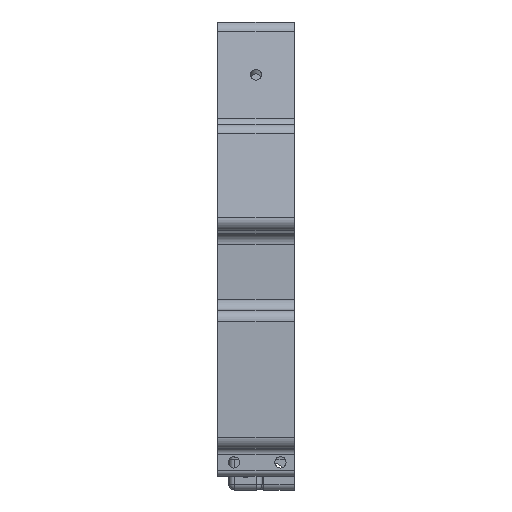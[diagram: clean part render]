
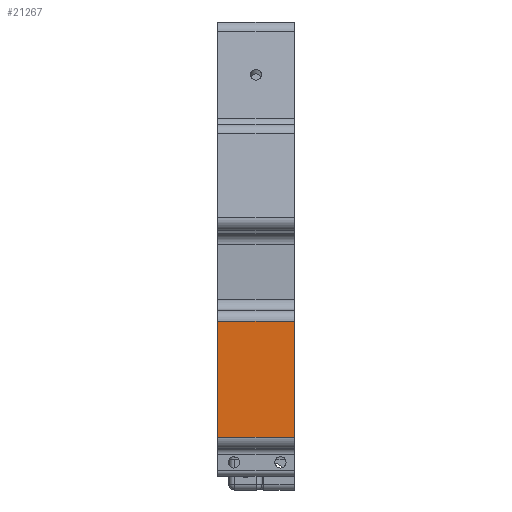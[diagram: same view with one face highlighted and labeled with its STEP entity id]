
A CAD part, front view. The second image highlights one B-rep face of the part: STEP entity #21267.
In plain terms, the highlighted planar face has unit normal (0, -1, 0).
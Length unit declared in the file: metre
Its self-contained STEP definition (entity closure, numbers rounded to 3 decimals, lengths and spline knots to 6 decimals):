
#2960=ORIENTED_EDGE('',*,*,#8571,.F.);
#2961=ORIENTED_EDGE('',*,*,#9487,.T.);
#2962=ORIENTED_EDGE('',*,*,#9488,.T.);
#2963=ORIENTED_EDGE('',*,*,#9489,.T.);
#8571=EDGE_CURVE('',#11835,#11836,#13866,.T.);
#9487=EDGE_CURVE('',#11835,#12745,#14336,.F.);
#9488=EDGE_CURVE('',#12745,#12746,#14337,.T.);
#9489=EDGE_CURVE('',#12746,#11836,#14338,.T.);
#11835=VERTEX_POINT('',#31944);
#11836=VERTEX_POINT('',#31946);
#12745=VERTEX_POINT('',#33779);
#12746=VERTEX_POINT('',#33781);
#13866=LINE('',#31945,#15999);
#14336=LINE('',#33778,#16469);
#14337=LINE('',#33780,#16470);
#14338=LINE('',#33782,#16471);
#15999=VECTOR('',#25118,1.);
#16469=VECTOR('',#26496,1.);
#16470=VECTOR('',#26497,1.);
#16471=VECTOR('',#26498,1.);
#18089=EDGE_LOOP('',(#2960,#2961,#2962,#2963));
#19458=FACE_BOUND('',#18089,.T.);
#20728=PLANE('',#23006);
#21267=ADVANCED_FACE('',(#19458),#20728,.T.);
#23006=AXIS2_PLACEMENT_3D('',#33777,#26494,#26495);
#25118=DIRECTION('',(0.,0.,1.));
#26494=DIRECTION('',(0.,-1.,0.));
#26495=DIRECTION('',(0.,0.,-1.));
#26496=DIRECTION('',(-1.,0.,0.));
#26497=DIRECTION('',(0.,0.,1.));
#26498=DIRECTION('',(-1.,0.,0.));
#31944=CARTESIAN_POINT('',(0.,-0.2894,-0.006));
#31945=CARTESIAN_POINT('',(0.,-0.2894,0.015));
#31946=CARTESIAN_POINT('',(0.,-0.2894,0.036));
#33777=CARTESIAN_POINT('',(0.00762,-0.2894,0.015));
#33778=CARTESIAN_POINT('',(0.00762,-0.2894,-0.006));
#33779=CARTESIAN_POINT('',(0.02762,-0.2894,-0.006));
#33780=CARTESIAN_POINT('',(0.02762,-0.2894,0.015));
#33781=CARTESIAN_POINT('',(0.02762,-0.2894,0.036));
#33782=CARTESIAN_POINT('',(0.,-0.2894,0.036));
